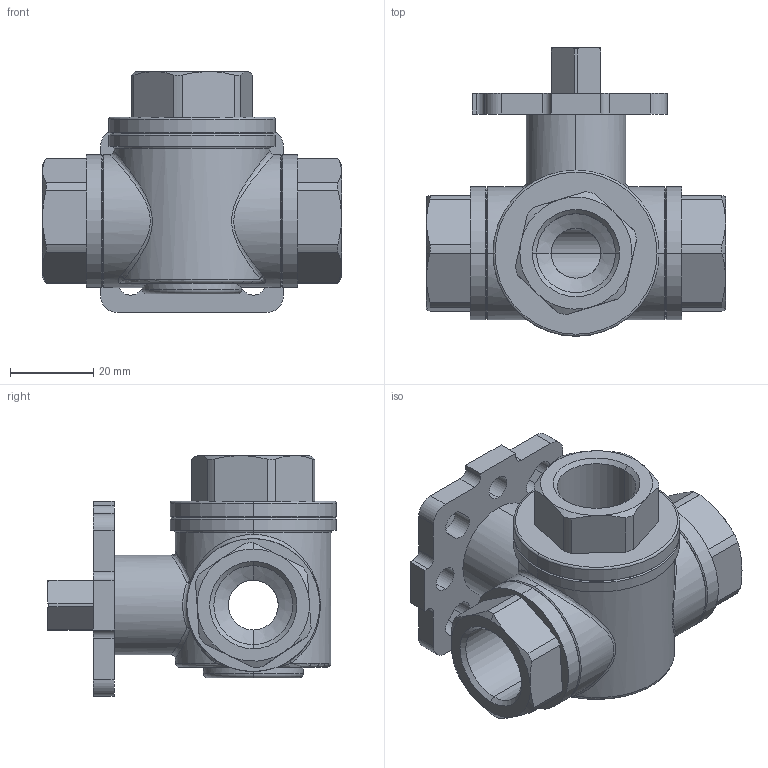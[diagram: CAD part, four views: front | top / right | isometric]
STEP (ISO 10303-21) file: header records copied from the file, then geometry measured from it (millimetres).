
FILE_DESCRIPTION (( 'STEP AP203' ), '1' );
FILE_NAME ('Type1612-DN15.STEP', '2011-02-08T08:50:36', ( 'Jes Rudebeck' ), ( 'JETEK Rådgivende Maskiningeniør ApS' ), 'SwSTEP 2.0', 'SolidWorks 2010', '' );
FILE_SCHEMA (( 'CONFIG_CONTROL_DESIGN' ));
Length unit declared in the file: millimetre
Products named in the file (1): Type1612-DN15
Bounding box: 72 x 69.5 x 58 mm (x, y, z)
Volume: 75710.2 mm3; surface area: 22446.7 mm2
Topology: 1 solids, 1 shells, 217 faces, 543 edges, 334 vertices
Faces by surface type: cylinder 84, plane 64, cone 45, bspline 12, torus 8, sphere 4
Entity records: 8276 total; most frequent: CARTESIAN_POINT 3030, DIRECTION 1093, ORIENTED_EDGE 1086, EDGE_CURVE 543, AXIS2_PLACEMENT_3D 423, VERTEX_POINT 334, VECTOR 247, LINE 247
